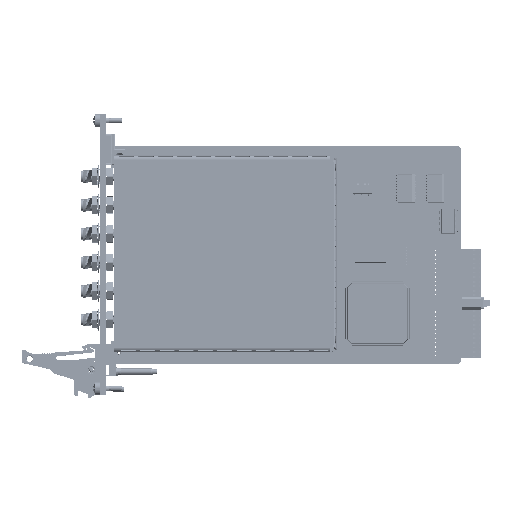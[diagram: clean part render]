
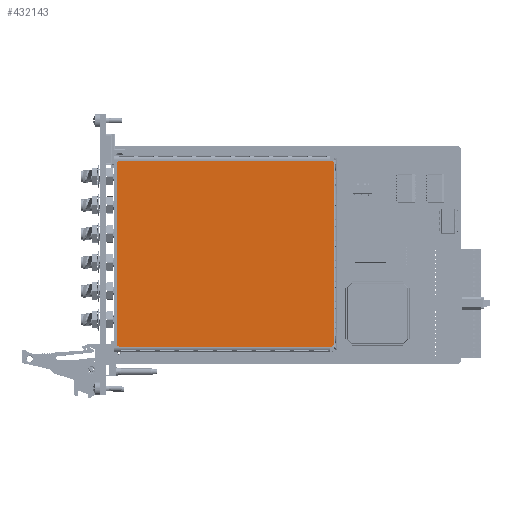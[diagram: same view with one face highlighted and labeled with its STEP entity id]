
A CAD part, top view. The second image highlights one B-rep face of the part: STEP entity #432143.
In plain terms, the highlighted planar face has unit normal (0, 0, 1).
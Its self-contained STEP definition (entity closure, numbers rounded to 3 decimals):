
#24078 = CARTESIAN_POINT ( 'NONE',  ( 31.234, 37.626, 24.269 ) ) ;
#24080 = DIRECTION ( 'NONE',  ( 0., 0., 1. ) ) ;
#24083 = DIRECTION ( 'NONE',  ( -1., 0., 0. ) ) ;
#24112 = CARTESIAN_POINT ( 'NONE',  ( -65.766, -46.374, 24.269 ) ) ;
#24114 = CARTESIAN_POINT ( 'NONE',  ( 31.234, -45.374, 24.269 ) ) ;
#24117 = DIRECTION ( 'NONE',  ( 0., 0., 1. ) ) ;
#24120 = DIRECTION ( 'NONE',  ( -1., 0., 0. ) ) ;
#24131 = DIRECTION ( 'NONE',  ( 1., 0., 0. ) ) ;
#24161 = CARTESIAN_POINT ( 'NONE',  ( -66.766, 37.626, 24.269 ) ) ;
#24164 = DIRECTION ( 'NONE',  ( 0., -1., 0. ) ) ;
#24166 = CARTESIAN_POINT ( 'NONE',  ( -65.766, -45.374, 24.269 ) ) ;
#24169 = DIRECTION ( 'NONE',  ( 0., 0., 1. ) ) ;
#24171 = DIRECTION ( 'NONE',  ( 1., 0., 0. ) ) ;
#24176 = CARTESIAN_POINT ( 'NONE',  ( 32.234, -45.374, 24.269 ) ) ;
#24180 = DIRECTION ( 'NONE',  ( 0., 1., 0. ) ) ;
#24183 = CARTESIAN_POINT ( 'NONE',  ( 31.234, 38.626, 24.269 ) ) ;
#24187 = DIRECTION ( 'NONE',  ( -1., 0., 0. ) ) ;
#24198 = CARTESIAN_POINT ( 'NONE',  ( -65.766, 37.626, 24.269 ) ) ;
#24200 = DIRECTION ( 'NONE',  ( 0., 0., 1. ) ) ;
#24203 = DIRECTION ( 'NONE',  ( -1., 0., 0. ) ) ;
#58329 = CIRCLE ( 'NONE', #359859, 1. ) ;
#58360 = LINE ( 'NONE', #24112, #58400 ) ;
#58364 = CIRCLE ( 'NONE', #359869, 1. ) ;
#58387 = CIRCLE ( 'NONE', #359879, 1. ) ;
#58400 = VECTOR ( 'NONE', #24131, 1000. ) ;
#58427 = LINE ( 'NONE', #24176, #58440 ) ;
#58435 = LINE ( 'NONE', #24183, #58449 ) ;
#58440 = VECTOR ( 'NONE', #24180, 1000. ) ;
#58445 = CIRCLE ( 'NONE', #359883, 1. ) ;
#58449 = VECTOR ( 'NONE', #24187, 1000. ) ;
#58454 = LINE ( 'NONE', #24161, #58462 ) ;
#58462 = VECTOR ( 'NONE', #24164, 1000. ) ;
#201828 = EDGE_CURVE ( 'NONE', #533068, #533060, #58329, .T. ) ;
#201847 = EDGE_CURVE ( 'NONE', #533080, #533071, #58364, .T. ) ;
#201860 = EDGE_CURVE ( 'NONE', #533091, #533080, #58360, .T. ) ;
#201871 = EDGE_CURVE ( 'NONE', #533099, #533091, #58387, .T. ) ;
#201877 = EDGE_CURVE ( 'NONE', #533071, #533068, #58427, .T. ) ;
#201882 = EDGE_CURVE ( 'NONE', #533060, #533103, #58435, .T. ) ;
#201885 = EDGE_CURVE ( 'NONE', #533103, #533112, #58445, .T. ) ;
#201888 = EDGE_CURVE ( 'NONE', #533112, #533099, #58454, .T. ) ;
#230393 = CARTESIAN_POINT ( 'NONE',  ( 31.234, 38.626, 24.269 ) ) ;
#230402 = CARTESIAN_POINT ( 'NONE',  ( 32.234, 37.626, 24.269 ) ) ;
#230407 = CARTESIAN_POINT ( 'NONE',  ( 32.234, -45.374, 24.269 ) ) ;
#230421 = CARTESIAN_POINT ( 'NONE',  ( 31.234, -46.374, 24.269 ) ) ;
#230439 = CARTESIAN_POINT ( 'NONE',  ( -65.766, -46.374, 24.269 ) ) ;
#230449 = CARTESIAN_POINT ( 'NONE',  ( -66.766, -45.374, 24.269 ) ) ;
#230454 = CARTESIAN_POINT ( 'NONE',  ( -65.766, 38.626, 24.269 ) ) ;
#230464 = CARTESIAN_POINT ( 'NONE',  ( -66.766, 37.626, 24.269 ) ) ;
#308480 = FACE_OUTER_BOUND ( 'NONE', #417707, .T. ) ;
#359859 = AXIS2_PLACEMENT_3D ( 'NONE', #24078, #24080, #24083 ) ;
#359869 = AXIS2_PLACEMENT_3D ( 'NONE', #24114, #24117, #24120 ) ;
#359879 = AXIS2_PLACEMENT_3D ( 'NONE', #24166, #24169, #24171 ) ;
#359883 = AXIS2_PLACEMENT_3D ( 'NONE', #24198, #24200, #24203 ) ;
#403110 = AXIS2_PLACEMENT_3D ( 'NONE', #427461, #427462, #427464 ) ;
#417707 = EDGE_LOOP ( 'NONE', ( #515887, #515967, #516028, #520696, #521136, #518012, #516493, #516673 ) ) ;
#427429 = PLANE ( 'NONE',  #403110 ) ;
#427461 = CARTESIAN_POINT ( 'NONE',  ( -65.766, -45.374, 24.269 ) ) ;
#427462 = DIRECTION ( 'NONE',  ( 0., 0., -1. ) ) ;
#427464 = DIRECTION ( 'NONE',  ( 1., 0., 0. ) ) ;
#432143 = ADVANCED_FACE ( 'NONE', ( #308480 ), #427429, .F. ) ;
#515887 = ORIENTED_EDGE ( 'NONE', *, *, #201871, .T. ) ;
#515967 = ORIENTED_EDGE ( 'NONE', *, *, #201860, .T. ) ;
#516028 = ORIENTED_EDGE ( 'NONE', *, *, #201847, .T. ) ;
#516493 = ORIENTED_EDGE ( 'NONE', *, *, #201885, .T. ) ;
#516673 = ORIENTED_EDGE ( 'NONE', *, *, #201888, .T. ) ;
#518012 = ORIENTED_EDGE ( 'NONE', *, *, #201882, .T. ) ;
#520696 = ORIENTED_EDGE ( 'NONE', *, *, #201877, .T. ) ;
#521136 = ORIENTED_EDGE ( 'NONE', *, *, #201828, .T. ) ;
#533060 = VERTEX_POINT ( 'NONE', #230393 ) ;
#533068 = VERTEX_POINT ( 'NONE', #230402 ) ;
#533071 = VERTEX_POINT ( 'NONE', #230407 ) ;
#533080 = VERTEX_POINT ( 'NONE', #230421 ) ;
#533091 = VERTEX_POINT ( 'NONE', #230439 ) ;
#533099 = VERTEX_POINT ( 'NONE', #230449 ) ;
#533103 = VERTEX_POINT ( 'NONE', #230454 ) ;
#533112 = VERTEX_POINT ( 'NONE', #230464 ) ;
